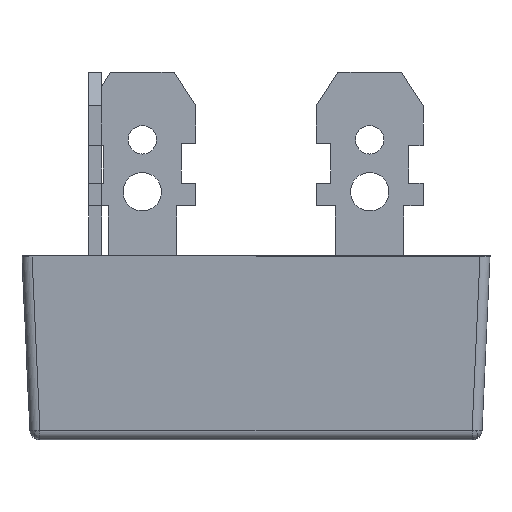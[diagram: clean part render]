
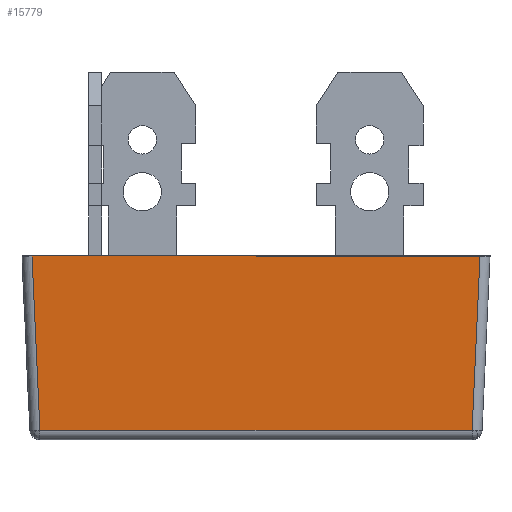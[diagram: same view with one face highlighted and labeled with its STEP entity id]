
A CAD part, left-side view. The second image highlights one B-rep face of the part: STEP entity #15779.
In plain terms, the highlighted planar face has unit normal (-0.999, 0, -0.045).
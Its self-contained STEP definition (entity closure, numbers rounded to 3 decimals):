
#156 = CARTESIAN_POINT ( 'NONE',  ( -14., 0.599, 5.5 ) ) ;
#269 = CARTESIAN_POINT ( 'NONE',  ( -13.5, 28., -5.5 ) ) ;
#481 = CARTESIAN_POINT ( 'NONE',  ( -13.526, 26.927, -4.927 ) ) ;
#482 = LINE ( 'NONE', #13432, #5716 ) ;
#945 = ORIENTED_EDGE ( 'NONE', *, *, #3014, .F. ) ;
#1617 = CARTESIAN_POINT ( 'NONE',  ( -14., 0.599, 5.5 ) ) ;
#2730 = EDGE_LOOP ( 'NONE', ( #9928, #13508, #945, #12707 ) ) ;
#2742 = DIRECTION ( 'NONE',  ( 0., 1., 0. ) ) ;
#2982 = VECTOR ( 'NONE', #6922, 1000. ) ;
#3014 = EDGE_CURVE ( 'NONE', #4841, #5998, #482, .T. ) ;
#3353 = VECTOR ( 'NONE', #11754, 1000. ) ;
#3853 = VECTOR ( 'NONE', #2742, 1000. ) ;
#4013 = LINE ( 'NONE', #14367, #3853 ) ;
#4586 = EDGE_CURVE ( 'NONE', #5998, #10641, #13122, .T. ) ;
#4841 = VERTEX_POINT ( 'NONE', #15137 ) ;
#5716 = VECTOR ( 'NONE', #13348, 1000. ) ;
#5998 = VERTEX_POINT ( 'NONE', #1617 ) ;
#6885 = DIRECTION ( 'NONE',  ( 0.045, 0., -0.999 ) ) ;
#6922 = DIRECTION ( 'NONE',  ( -0.045, 0.045, 0.998 ) ) ;
#6970 = DIRECTION ( 'NONE',  ( 0.999, 0., 0.045 ) ) ;
#8237 = AXIS2_PLACEMENT_3D ( 'NONE', #269, #6970, #6885 ) ;
#9928 = ORIENTED_EDGE ( 'NONE', *, *, #16401, .F. ) ;
#10287 = CARTESIAN_POINT ( 'NONE',  ( -13.526, 1.073, -4.927 ) ) ;
#10641 = VERTEX_POINT ( 'NONE', #10287 ) ;
#11276 = CARTESIAN_POINT ( 'NONE',  ( -13.526, 26.927, -4.927 ) ) ;
#11754 = DIRECTION ( 'NONE',  ( 0.045, 0.045, -0.998 ) ) ;
#12707 = ORIENTED_EDGE ( 'NONE', *, *, #12855, .F. ) ;
#12855 = EDGE_CURVE ( 'NONE', #15844, #4841, #14865, .T. ) ;
#13122 = LINE ( 'NONE', #156, #3353 ) ;
#13155 = FACE_OUTER_BOUND ( 'NONE', #2730, .T. ) ;
#13234 = PLANE ( 'NONE',  #8237 ) ;
#13348 = DIRECTION ( 'NONE',  ( 0., -1., 0. ) ) ;
#13432 = CARTESIAN_POINT ( 'NONE',  ( -14., 28., 5.5 ) ) ;
#13508 = ORIENTED_EDGE ( 'NONE', *, *, #4586, .F. ) ;
#14367 = CARTESIAN_POINT ( 'NONE',  ( -13.526, 14., -4.927 ) ) ;
#14865 = LINE ( 'NONE', #481, #2982 ) ;
#15137 = CARTESIAN_POINT ( 'NONE',  ( -14., 27.401, 5.5 ) ) ;
#15779 = ADVANCED_FACE ( 'NONE', ( #13155 ), #13234, .F. ) ;
#15844 = VERTEX_POINT ( 'NONE', #11276 ) ;
#16401 = EDGE_CURVE ( 'NONE', #10641, #15844, #4013, .T. ) ;
